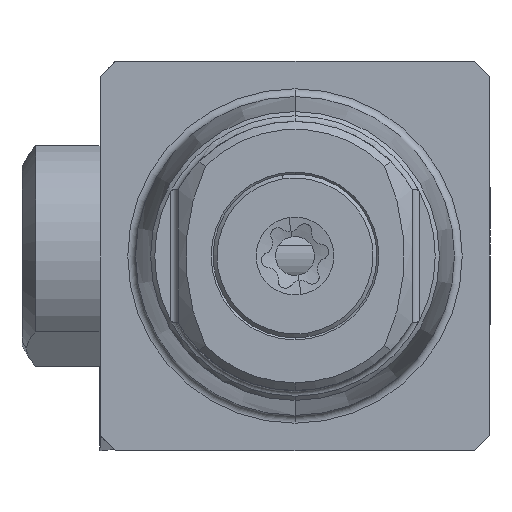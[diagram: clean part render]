
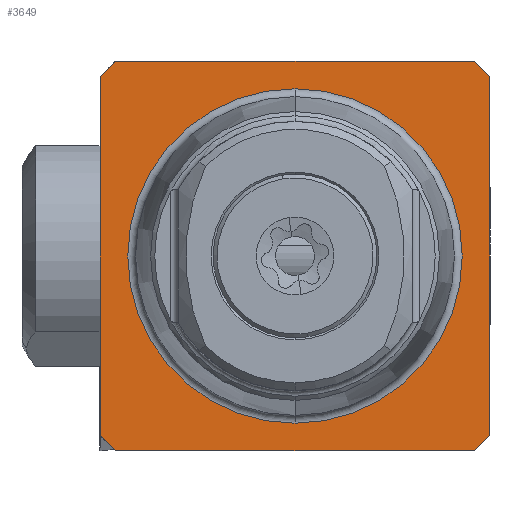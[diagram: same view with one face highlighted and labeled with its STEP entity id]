
A CAD part, left-side view. The second image highlights one B-rep face of the part: STEP entity #3649.
In plain terms, the highlighted planar face has unit normal (-1, 0, 0).
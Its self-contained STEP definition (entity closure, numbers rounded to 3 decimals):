
#1 = CARTESIAN_POINT ( 'NONE',  ( 0., 4.6, 5. ) ) ;
#92 = DIRECTION ( 'NONE',  ( 0., 0., -1. ) ) ;
#102 = DIRECTION ( 'NONE',  ( 0., 0., 1. ) ) ;
#218 = PLANE ( 'NONE',  #326 ) ;
#326 = AXIS2_PLACEMENT_3D ( 'NONE', #5028, #1489, #92 ) ;
#370 = DIRECTION ( 'NONE',  ( 0., -0.707, 0.707 ) ) ;
#460 = VECTOR ( 'NONE', #1361, 1000. ) ;
#538 = ORIENTED_EDGE ( 'NONE', *, *, #2933, .F. ) ;
#685 = CARTESIAN_POINT ( 'NONE',  ( 0., 4.6, 5. ) ) ;
#686 = VERTEX_POINT ( 'NONE', #7001 ) ;
#876 = EDGE_LOOP ( 'NONE', ( #538, #2789, #7795, #2741, #2561, #5668, #993, #3078 ) ) ;
#986 = EDGE_CURVE ( 'NONE', #2420, #686, #8868, .T. ) ;
#993 = ORIENTED_EDGE ( 'NONE', *, *, #4255, .F. ) ;
#997 = AXIS2_PLACEMENT_3D ( 'NONE', #6968, #1586, #4925 ) ;
#1081 = LINE ( 'NONE', #5219, #8288 ) ;
#1090 = LINE ( 'NONE', #8048, #5059 ) ;
#1240 = CARTESIAN_POINT ( 'NONE',  ( 0., -5., 4.6 ) ) ;
#1361 = DIRECTION ( 'NONE',  ( 0., -1., 0. ) ) ;
#1489 = DIRECTION ( 'NONE',  ( 1., 0., 0. ) ) ;
#1556 = VECTOR ( 'NONE', #5553, 1000. ) ;
#1586 = DIRECTION ( 'NONE',  ( -1., 0., 0. ) ) ;
#1729 = VECTOR ( 'NONE', #4917, 1000. ) ;
#1794 = ORIENTED_EDGE ( 'NONE', *, *, #986, .F. ) ;
#1849 = EDGE_CURVE ( 'NONE', #7499, #6122, #1090, .T. ) ;
#1975 = EDGE_CURVE ( 'NONE', #3446, #4244, #8182, .T. ) ;
#1978 = VERTEX_POINT ( 'NONE', #2002 ) ;
#2002 = CARTESIAN_POINT ( 'NONE',  ( 0., 4.6, -5. ) ) ;
#2030 = EDGE_LOOP ( 'NONE', ( #4941, #1794 ) ) ;
#2133 = DIRECTION ( 'NONE',  ( -1., 0., 0. ) ) ;
#2420 = VERTEX_POINT ( 'NONE', #5573 ) ;
#2561 = ORIENTED_EDGE ( 'NONE', *, *, #3142, .F. ) ;
#2690 = LINE ( 'NONE', #5509, #1556 ) ;
#2741 = ORIENTED_EDGE ( 'NONE', *, *, #5995, .T. ) ;
#2789 = ORIENTED_EDGE ( 'NONE', *, *, #4764, .T. ) ;
#2805 = FACE_BOUND ( 'NONE', #2030, .T. ) ;
#2933 = EDGE_CURVE ( 'NONE', #7859, #6122, #3218, .T. ) ;
#3078 = ORIENTED_EDGE ( 'NONE', *, *, #1849, .T. ) ;
#3142 = EDGE_CURVE ( 'NONE', #5090, #7464, #7721, .T. ) ;
#3194 = CARTESIAN_POINT ( 'NONE',  ( 0., -5., -4.6 ) ) ;
#3218 = LINE ( 'NONE', #3760, #8253 ) ;
#3446 = VERTEX_POINT ( 'NONE', #1 ) ;
#3649 = ADVANCED_FACE ( 'NONE', ( #7077, #2805 ), #218, .F. ) ;
#3680 = CARTESIAN_POINT ( 'NONE',  ( 0., 5., -5. ) ) ;
#3760 = CARTESIAN_POINT ( 'NONE',  ( 0., -5., 5. ) ) ;
#4244 = VERTEX_POINT ( 'NONE', #5690 ) ;
#4255 = EDGE_CURVE ( 'NONE', #7499, #1978, #5016, .T. ) ;
#4325 = CARTESIAN_POINT ( 'NONE',  ( 0., 0., 0. ) ) ;
#4403 = LINE ( 'NONE', #685, #1729 ) ;
#4764 = EDGE_CURVE ( 'NONE', #7859, #4244, #2690, .T. ) ;
#4917 = DIRECTION ( 'NONE',  ( 0., 0.707, -0.707 ) ) ;
#4925 = DIRECTION ( 'NONE',  ( 0., 0., 1. ) ) ;
#4941 = ORIENTED_EDGE ( 'NONE', *, *, #5537, .F. ) ;
#5016 = LINE ( 'NONE', #3680, #5077 ) ;
#5028 = CARTESIAN_POINT ( 'NONE',  ( 0., 4.288, 0. ) ) ;
#5058 = VECTOR ( 'NONE', #102, 1000. ) ;
#5059 = VECTOR ( 'NONE', #370, 1000. ) ;
#5077 = VECTOR ( 'NONE', #5104, 1000. ) ;
#5090 = VERTEX_POINT ( 'NONE', #8376 ) ;
#5104 = DIRECTION ( 'NONE',  ( 0., 1., 0. ) ) ;
#5219 = CARTESIAN_POINT ( 'NONE',  ( 0., 5., -4.6 ) ) ;
#5315 = CARTESIAN_POINT ( 'NONE',  ( 0., 5., 5. ) ) ;
#5509 = CARTESIAN_POINT ( 'NONE',  ( 0., -5., 4.6 ) ) ;
#5537 = EDGE_CURVE ( 'NONE', #686, #2420, #7763, .T. ) ;
#5553 = DIRECTION ( 'NONE',  ( 0., 0.707, 0.707 ) ) ;
#5573 = CARTESIAN_POINT ( 'NONE',  ( 0., 0., -4.288 ) ) ;
#5668 = ORIENTED_EDGE ( 'NONE', *, *, #7470, .T. ) ;
#5690 = CARTESIAN_POINT ( 'NONE',  ( 0., -4.6, 5. ) ) ;
#5952 = DIRECTION ( 'NONE',  ( 0., 0., -1. ) ) ;
#5995 = EDGE_CURVE ( 'NONE', #3446, #7464, #4403, .T. ) ;
#6122 = VERTEX_POINT ( 'NONE', #3194 ) ;
#6278 = CARTESIAN_POINT ( 'NONE',  ( 0., 5., 5. ) ) ;
#6357 = DIRECTION ( 'NONE',  ( 0., 0., 1. ) ) ;
#6716 = DIRECTION ( 'NONE',  ( 0., -0.707, -0.707 ) ) ;
#6968 = CARTESIAN_POINT ( 'NONE',  ( 0., 0., 0. ) ) ;
#7001 = CARTESIAN_POINT ( 'NONE',  ( 0., 0., 4.288 ) ) ;
#7077 = FACE_OUTER_BOUND ( 'NONE', #876, .T. ) ;
#7349 = CARTESIAN_POINT ( 'NONE',  ( 0., -4.6, -5. ) ) ;
#7464 = VERTEX_POINT ( 'NONE', #7953 ) ;
#7470 = EDGE_CURVE ( 'NONE', #5090, #1978, #1081, .T. ) ;
#7499 = VERTEX_POINT ( 'NONE', #7349 ) ;
#7721 = LINE ( 'NONE', #6278, #5058 ) ;
#7763 = CIRCLE ( 'NONE', #997, 4.288 ) ;
#7795 = ORIENTED_EDGE ( 'NONE', *, *, #1975, .F. ) ;
#7859 = VERTEX_POINT ( 'NONE', #1240 ) ;
#7873 = AXIS2_PLACEMENT_3D ( 'NONE', #4325, #2133, #6357 ) ;
#7953 = CARTESIAN_POINT ( 'NONE',  ( 0., 5., 4.6 ) ) ;
#8048 = CARTESIAN_POINT ( 'NONE',  ( 0., -4.6, -5. ) ) ;
#8182 = LINE ( 'NONE', #5315, #460 ) ;
#8253 = VECTOR ( 'NONE', #5952, 1000. ) ;
#8288 = VECTOR ( 'NONE', #6716, 1000. ) ;
#8376 = CARTESIAN_POINT ( 'NONE',  ( 0., 5., -4.6 ) ) ;
#8868 = CIRCLE ( 'NONE', #7873, 4.288 ) ;
